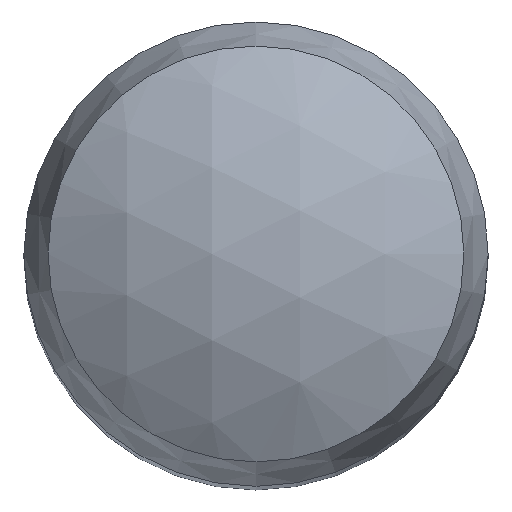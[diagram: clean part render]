
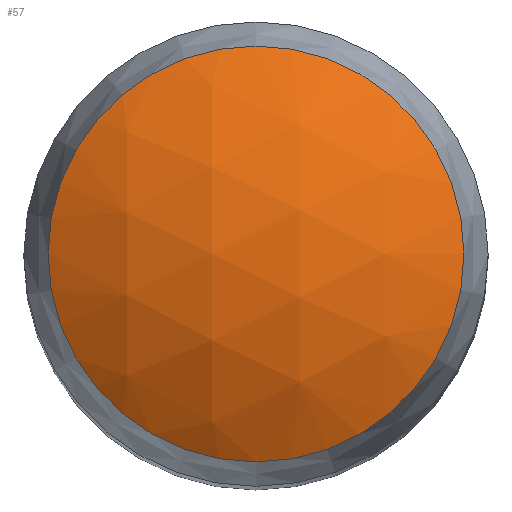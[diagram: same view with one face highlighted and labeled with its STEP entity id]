
A CAD part, top view. The second image highlights one B-rep face of the part: STEP entity #57.
In plain terms, the highlighted spherical face has radius 1.672 mm.
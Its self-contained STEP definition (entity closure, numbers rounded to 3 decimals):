
#21=FACE_OUTER_BOUND('',#25,.T.);
#25=EDGE_LOOP('',(#43));
#29=CIRCLE('',#76,0.895);
#33=VERTEX_POINT('',#105);
#37=EDGE_CURVE('',#33,#33,#29,.T.);
#43=ORIENTED_EDGE('',*,*,#37,.T.);
#55=SPHERICAL_SURFACE('',#75,1.672);
#57=ADVANCED_FACE('',(#21),#55,.T.);
#75=AXIS2_PLACEMENT_3D('',#104,#85,#86);
#76=AXIS2_PLACEMENT_3D('',#106,#87,#88);
#85=DIRECTION('center_axis',(-1.,0.,0.));
#86=DIRECTION('ref_axis',(0.,1.,0.));
#87=DIRECTION('center_axis',(0.,0.,1.));
#88=DIRECTION('ref_axis',(0.,-1.,0.));
#104=CARTESIAN_POINT('Origin',(0.,0.,3.328));
#105=CARTESIAN_POINT('',(0.,-0.895,4.74));
#106=CARTESIAN_POINT('Origin',(0.,0.,4.74));
